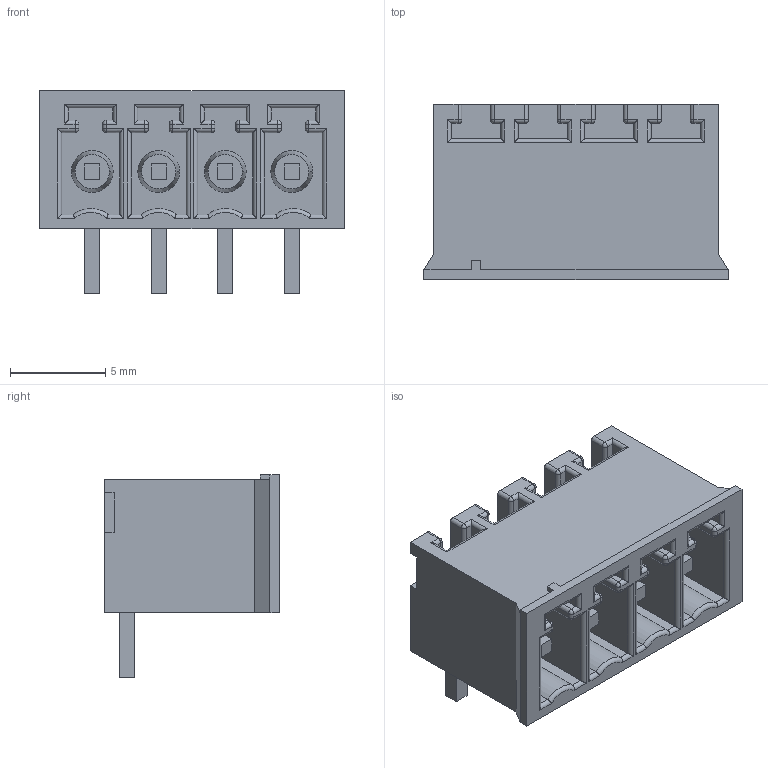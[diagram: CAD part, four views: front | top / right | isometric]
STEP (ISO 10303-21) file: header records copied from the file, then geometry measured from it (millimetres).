
FILE_DESCRIPTION(('FreeCAD Model'),'2;1');
FILE_NAME('C-284512-4.step','2021-05-26T08:53:29',( 'kicad StepUp'),('ksu MCAD'),'Open CASCADE STEP processor 7.3', 'FreeCAD','Unknown');
FILE_SCHEMA(('AUTOMOTIVE_DESIGN { 1 0 10303 214 1 1 1 1 }'));
Length unit declared in the file: millimetre
Products named in the file (1): C-284512-4
Bounding box: 16 x 9.2 x 10.65 mm (x, y, z)
Volume: 525.4 mm3; surface area: 1381.9 mm2
Topology: 1 solids, 1 shells, 346 faces, 852 edges, 524 vertices
Faces by surface type: plane 198, cylinder 112, sphere 24, cone 8, torus 4
Entity records: 10363 total; most frequent: CARTESIAN_POINT 2217, ORIENTED_EDGE 1704, DIRECTION 1632, EDGE_CURVE 852, LINE 650, VECTOR 650, VERTEX_POINT 524, AXIS2_PLACEMENT_3D 491
